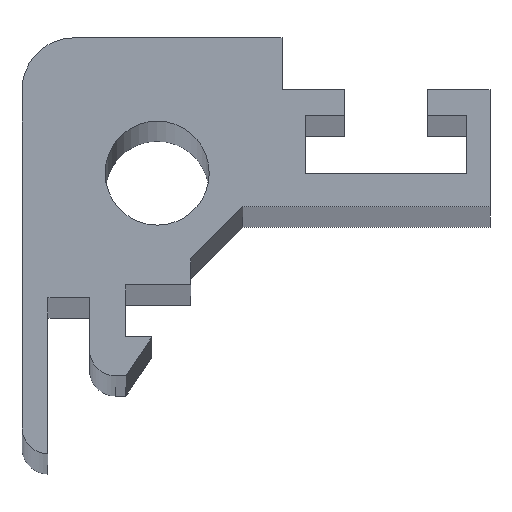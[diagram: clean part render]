
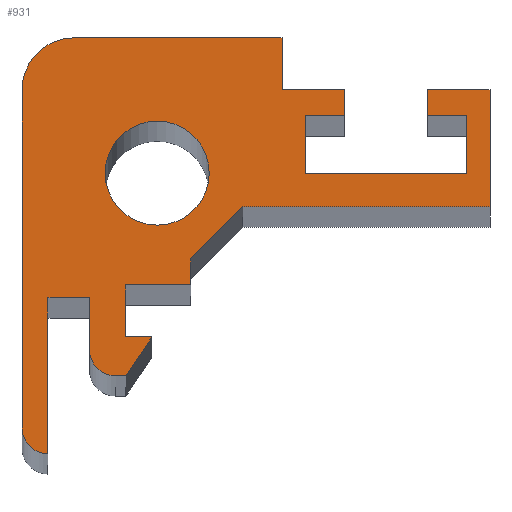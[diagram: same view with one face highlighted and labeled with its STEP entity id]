
A CAD part, top view. The second image highlights one B-rep face of the part: STEP entity #931.
In plain terms, the highlighted planar face has unit normal (0, 0, 1).
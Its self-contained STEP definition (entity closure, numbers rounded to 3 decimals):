
#24 = VERTEX_POINT('',#25);
#25 = CARTESIAN_POINT('',(4.8,3.2,444.91));
#31 = EDGE_CURVE('',#24,#32,#34,.T.);
#32 = VERTEX_POINT('',#33);
#33 = CARTESIAN_POINT('',(7.2,3.2,444.91));
#34 = LINE('',#35,#36);
#35 = CARTESIAN_POINT('',(4.8,3.2,444.91));
#36 = VECTOR('',#37,1.);
#37 = DIRECTION('',(1.,0.,0.));
#62 = EDGE_CURVE('',#32,#63,#65,.T.);
#63 = VERTEX_POINT('',#64);
#64 = CARTESIAN_POINT('',(7.2,2.2,444.91));
#65 = LINE('',#66,#67);
#66 = CARTESIAN_POINT('',(7.2,3.2,444.91));
#67 = VECTOR('',#68,1.);
#68 = DIRECTION('',(0.,-1.,0.));
#93 = EDGE_CURVE('',#63,#94,#96,.T.);
#94 = VERTEX_POINT('',#95);
#95 = CARTESIAN_POINT('',(5.7,2.2,444.91));
#96 = LINE('',#97,#98);
#97 = CARTESIAN_POINT('',(7.2,2.2,444.91));
#98 = VECTOR('',#99,1.);
#99 = DIRECTION('',(-1.,0.,0.));
#124 = EDGE_CURVE('',#94,#125,#127,.T.);
#125 = VERTEX_POINT('',#126);
#126 = CARTESIAN_POINT('',(5.7,0.,444.91));
#127 = LINE('',#128,#129);
#128 = CARTESIAN_POINT('',(5.7,2.2,444.91));
#129 = VECTOR('',#130,1.);
#130 = DIRECTION('',(0.,-1.,0.));
#155 = EDGE_CURVE('',#125,#156,#158,.T.);
#156 = VERTEX_POINT('',#157);
#157 = CARTESIAN_POINT('',(11.9,0.,444.91));
#158 = LINE('',#159,#160);
#159 = CARTESIAN_POINT('',(5.7,0.,444.91));
#160 = VECTOR('',#161,1.);
#161 = DIRECTION('',(1.,0.,0.));
#186 = EDGE_CURVE('',#156,#187,#189,.T.);
#187 = VERTEX_POINT('',#188);
#188 = CARTESIAN_POINT('',(11.9,2.2,444.91));
#189 = LINE('',#190,#191);
#190 = CARTESIAN_POINT('',(11.9,0.,444.91));
#191 = VECTOR('',#192,1.);
#192 = DIRECTION('',(0.,1.,0.));
#217 = EDGE_CURVE('',#187,#218,#220,.T.);
#218 = VERTEX_POINT('',#219);
#219 = CARTESIAN_POINT('',(10.4,2.2,444.91));
#220 = LINE('',#221,#222);
#221 = CARTESIAN_POINT('',(11.9,2.2,444.91));
#222 = VECTOR('',#223,1.);
#223 = DIRECTION('',(-1.,0.,0.));
#248 = EDGE_CURVE('',#218,#249,#251,.T.);
#249 = VERTEX_POINT('',#250);
#250 = CARTESIAN_POINT('',(10.4,3.2,444.91));
#251 = LINE('',#252,#253);
#252 = CARTESIAN_POINT('',(10.4,2.2,444.91));
#253 = VECTOR('',#254,1.);
#254 = DIRECTION('',(0.,1.,0.));
#279 = EDGE_CURVE('',#249,#280,#282,.T.);
#280 = VERTEX_POINT('',#281);
#281 = CARTESIAN_POINT('',(12.8,3.2,444.91));
#282 = LINE('',#283,#284);
#283 = CARTESIAN_POINT('',(10.4,3.2,444.91));
#284 = VECTOR('',#285,1.);
#285 = DIRECTION('',(1.,0.,0.));
#310 = EDGE_CURVE('',#280,#311,#313,.T.);
#311 = VERTEX_POINT('',#312);
#312 = CARTESIAN_POINT('',(12.8,-1.3,444.91));
#313 = LINE('',#314,#315);
#314 = CARTESIAN_POINT('',(12.8,3.2,444.91));
#315 = VECTOR('',#316,1.);
#316 = DIRECTION('',(0.,-1.,0.));
#341 = EDGE_CURVE('',#311,#342,#344,.T.);
#342 = VERTEX_POINT('',#343);
#343 = CARTESIAN_POINT('',(3.3,-1.3,444.91));
#344 = LINE('',#345,#346);
#345 = CARTESIAN_POINT('',(12.8,-1.3,444.91));
#346 = VECTOR('',#347,1.);
#347 = DIRECTION('',(-1.,0.,0.));
#372 = EDGE_CURVE('',#342,#373,#375,.T.);
#373 = VERTEX_POINT('',#374);
#374 = CARTESIAN_POINT('',(1.299,-3.3,444.91));
#375 = LINE('',#376,#377);
#376 = CARTESIAN_POINT('',(3.3,-1.3,444.91));
#377 = VECTOR('',#378,1.);
#378 = DIRECTION('',(-0.707,-0.707,0.));
#403 = EDGE_CURVE('',#373,#404,#406,.T.);
#404 = VERTEX_POINT('',#405);
#405 = CARTESIAN_POINT('',(1.299,-4.3,444.91));
#406 = LINE('',#407,#408);
#407 = CARTESIAN_POINT('',(1.299,-3.3,444.91));
#408 = VECTOR('',#409,1.);
#409 = DIRECTION('',(0.,-1.,0.));
#434 = EDGE_CURVE('',#404,#435,#437,.T.);
#435 = VERTEX_POINT('',#436);
#436 = CARTESIAN_POINT('',(-1.201,-4.3,444.91));
#437 = LINE('',#438,#439);
#438 = CARTESIAN_POINT('',(1.299,-4.3,444.91));
#439 = VECTOR('',#440,1.);
#440 = DIRECTION('',(-1.,0.,0.));
#465 = EDGE_CURVE('',#435,#466,#468,.T.);
#466 = VERTEX_POINT('',#467);
#467 = CARTESIAN_POINT('',(-1.201,-6.3,444.91));
#468 = LINE('',#469,#470);
#469 = CARTESIAN_POINT('',(-1.201,-4.3,444.91));
#470 = VECTOR('',#471,1.);
#471 = DIRECTION('',(0.,-1.,0.));
#496 = EDGE_CURVE('',#466,#497,#499,.T.);
#497 = VERTEX_POINT('',#498);
#498 = CARTESIAN_POINT('',(-0.201,-6.3,444.91));
#499 = LINE('',#500,#501);
#500 = CARTESIAN_POINT('',(-1.201,-6.3,444.91));
#501 = VECTOR('',#502,1.);
#502 = DIRECTION('',(1.,0.,0.));
#527 = EDGE_CURVE('',#497,#528,#530,.T.);
#528 = VERTEX_POINT('',#529);
#529 = CARTESIAN_POINT('',(-1.201,-7.8,444.91));
#530 = LINE('',#531,#532);
#531 = CARTESIAN_POINT('',(-0.201,-6.3,444.91));
#532 = VECTOR('',#533,1.);
#533 = DIRECTION('',(-0.555,-0.832,0.));
#558 = EDGE_CURVE('',#528,#559,#561,.T.);
#559 = VERTEX_POINT('',#560);
#560 = CARTESIAN_POINT('',(-1.6,-7.8,444.91));
#561 = LINE('',#562,#563);
#562 = CARTESIAN_POINT('',(-1.201,-7.8,444.91));
#563 = VECTOR('',#564,1.);
#564 = DIRECTION('',(-1.,0.,0.));
#589 = EDGE_CURVE('',#559,#590,#592,.T.);
#590 = VERTEX_POINT('',#591);
#591 = CARTESIAN_POINT('',(-2.6,-6.801,444.91));
#592 = CIRCLE('',#593,1.);
#593 = AXIS2_PLACEMENT_3D('',#594,#595,#596);
#594 = CARTESIAN_POINT('',(-1.6,-6.8,444.91));
#595 = DIRECTION('',(0.,0.,-1.));
#596 = DIRECTION('',(0.,-1.,0.));
#622 = EDGE_CURVE('',#590,#623,#625,.T.);
#623 = VERTEX_POINT('',#624);
#624 = CARTESIAN_POINT('',(-2.601,-4.8,444.91));
#625 = LINE('',#626,#627);
#626 = CARTESIAN_POINT('',(-2.6,-6.801,444.91));
#627 = VECTOR('',#628,1.);
#628 = DIRECTION('',(0.,1.,0.));
#653 = EDGE_CURVE('',#623,#654,#656,.T.);
#654 = VERTEX_POINT('',#655);
#655 = CARTESIAN_POINT('',(-4.201,-4.8,444.91));
#656 = LINE('',#657,#658);
#657 = CARTESIAN_POINT('',(-2.601,-4.8,444.91));
#658 = VECTOR('',#659,1.);
#659 = DIRECTION('',(-1.,0.,0.));
#684 = EDGE_CURVE('',#654,#685,#687,.T.);
#685 = VERTEX_POINT('',#686);
#686 = CARTESIAN_POINT('',(-4.201,-10.8,444.91));
#687 = LINE('',#688,#689);
#688 = CARTESIAN_POINT('',(-4.201,-4.8,444.91));
#689 = VECTOR('',#690,1.);
#690 = DIRECTION('',(0.,-1.,0.));
#715 = EDGE_CURVE('',#685,#716,#718,.T.);
#716 = VERTEX_POINT('',#717);
#717 = CARTESIAN_POINT('',(-5.2,-9.8,444.91));
#718 = CIRCLE('',#719,1.);
#719 = AXIS2_PLACEMENT_3D('',#720,#721,#722);
#720 = CARTESIAN_POINT('',(-4.2,-9.8,444.91));
#721 = DIRECTION('',(0.,0.,-1.));
#722 = DIRECTION('',(-0.001,-1.,-0.));
#748 = EDGE_CURVE('',#716,#749,#751,.T.);
#749 = VERTEX_POINT('',#750);
#750 = CARTESIAN_POINT('',(-5.2,3.2,444.91));
#751 = LINE('',#752,#753);
#752 = CARTESIAN_POINT('',(-5.2,-9.8,444.91));
#753 = VECTOR('',#754,1.);
#754 = DIRECTION('',(0.,1.,0.));
#779 = EDGE_CURVE('',#749,#780,#782,.T.);
#780 = VERTEX_POINT('',#781);
#781 = CARTESIAN_POINT('',(-3.2,5.2,444.91));
#782 = CIRCLE('',#783,2.);
#783 = AXIS2_PLACEMENT_3D('',#784,#785,#786);
#784 = CARTESIAN_POINT('',(-3.2,3.2,444.91));
#785 = DIRECTION('',(0.,0.,-1.));
#786 = DIRECTION('',(-1.,0.,-0.));
#812 = EDGE_CURVE('',#780,#813,#815,.T.);
#813 = VERTEX_POINT('',#814);
#814 = CARTESIAN_POINT('',(4.8,5.2,444.91));
#815 = LINE('',#816,#817);
#816 = CARTESIAN_POINT('',(-3.2,5.2,444.91));
#817 = VECTOR('',#818,1.);
#818 = DIRECTION('',(1.,0.,0.));
#843 = EDGE_CURVE('',#813,#24,#844,.T.);
#844 = LINE('',#845,#846);
#845 = CARTESIAN_POINT('',(4.8,5.2,444.91));
#846 = VECTOR('',#847,1.);
#847 = DIRECTION('',(0.,-1.,0.));
#874 = VERTEX_POINT('',#875);
#875 = CARTESIAN_POINT('',(2.,0.,444.91));
#881 = EDGE_CURVE('',#874,#874,#882,.T.);
#882 = CIRCLE('',#883,2.);
#883 = AXIS2_PLACEMENT_3D('',#884,#885,#886);
#884 = CARTESIAN_POINT('',(0.,0.,444.91));
#885 = DIRECTION('',(0.,0.,1.));
#886 = DIRECTION('',(1.,0.,-0.));
#931 = ADVANCED_FACE('',(#932,#961),#964,.T.);
#932 = FACE_BOUND('',#933,.F.);
#933 = EDGE_LOOP('',(#934,#935,#936,#937,#938,#939,#940,#941,#942,#943,
    #944,#945,#946,#947,#948,#949,#950,#951,#952,#953,#954,#955,#956,
    #957,#958,#959,#960));
#934 = ORIENTED_EDGE('',*,*,#31,.T.);
#935 = ORIENTED_EDGE('',*,*,#62,.T.);
#936 = ORIENTED_EDGE('',*,*,#93,.T.);
#937 = ORIENTED_EDGE('',*,*,#124,.T.);
#938 = ORIENTED_EDGE('',*,*,#155,.T.);
#939 = ORIENTED_EDGE('',*,*,#186,.T.);
#940 = ORIENTED_EDGE('',*,*,#217,.T.);
#941 = ORIENTED_EDGE('',*,*,#248,.T.);
#942 = ORIENTED_EDGE('',*,*,#279,.T.);
#943 = ORIENTED_EDGE('',*,*,#310,.T.);
#944 = ORIENTED_EDGE('',*,*,#341,.T.);
#945 = ORIENTED_EDGE('',*,*,#372,.T.);
#946 = ORIENTED_EDGE('',*,*,#403,.T.);
#947 = ORIENTED_EDGE('',*,*,#434,.T.);
#948 = ORIENTED_EDGE('',*,*,#465,.T.);
#949 = ORIENTED_EDGE('',*,*,#496,.T.);
#950 = ORIENTED_EDGE('',*,*,#527,.T.);
#951 = ORIENTED_EDGE('',*,*,#558,.T.);
#952 = ORIENTED_EDGE('',*,*,#589,.T.);
#953 = ORIENTED_EDGE('',*,*,#622,.T.);
#954 = ORIENTED_EDGE('',*,*,#653,.T.);
#955 = ORIENTED_EDGE('',*,*,#684,.T.);
#956 = ORIENTED_EDGE('',*,*,#715,.T.);
#957 = ORIENTED_EDGE('',*,*,#748,.T.);
#958 = ORIENTED_EDGE('',*,*,#779,.T.);
#959 = ORIENTED_EDGE('',*,*,#812,.T.);
#960 = ORIENTED_EDGE('',*,*,#843,.T.);
#961 = FACE_BOUND('',#962,.F.);
#962 = EDGE_LOOP('',(#963));
#963 = ORIENTED_EDGE('',*,*,#881,.T.);
#964 = PLANE('',#965);
#965 = AXIS2_PLACEMENT_3D('',#966,#967,#968);
#966 = CARTESIAN_POINT('',(0.,0.,444.91));
#967 = DIRECTION('',(0.,0.,1.));
#968 = DIRECTION('',(1.,0.,-0.));
